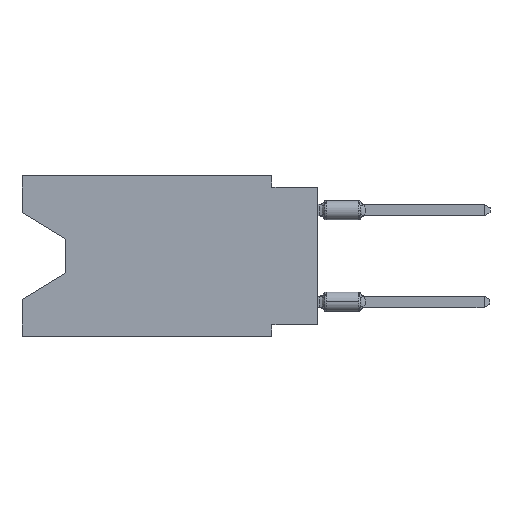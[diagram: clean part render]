
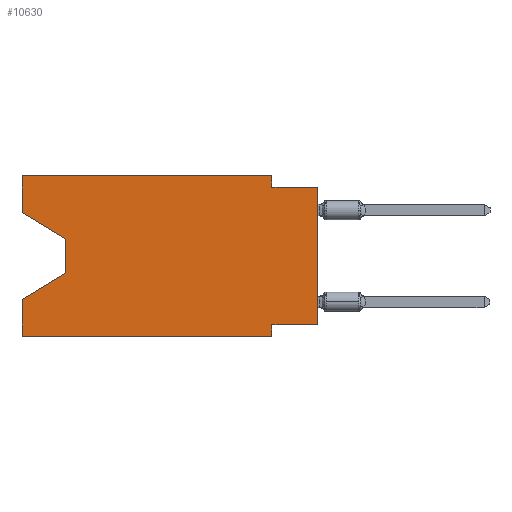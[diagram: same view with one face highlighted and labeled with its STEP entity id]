
A CAD part, left-side view. The second image highlights one B-rep face of the part: STEP entity #10630.
In plain terms, the highlighted planar face has unit normal (-1, 0, 0).
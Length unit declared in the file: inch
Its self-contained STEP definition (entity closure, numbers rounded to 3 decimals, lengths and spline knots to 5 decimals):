
#36 = DIRECTION ( 'NONE',  ( 0., 0., -1. ) ) ;
#148 = CARTESIAN_POINT ( 'NONE',  ( 0., 0.645, 0. ) ) ;
#267 = EDGE_LOOP ( 'NONE', ( #4466, #4288, #1241, #6688, #3111, #10976, #10526, #9545, #7437, #9247, #7829, #11136 ) ) ;
#465 = VERTEX_POINT ( 'NONE', #9723 ) ;
#619 = EDGE_CURVE ( 'NONE', #2876, #6623, #7639, .T. ) ;
#662 = CARTESIAN_POINT ( 'NONE',  ( 0., 0.645, -0.35 ) ) ;
#989 = EDGE_CURVE ( 'NONE', #6623, #13015, #8624, .T. ) ;
#1014 = DIRECTION ( 'NONE',  ( 0., 0., -1. ) ) ;
#1071 = CARTESIAN_POINT ( 'NONE',  ( 0., 0.645, 0. ) ) ;
#1096 = CARTESIAN_POINT ( 'NONE',  ( 0., 0., -0.025 ) ) ;
#1115 = VECTOR ( 'NONE', #1014, 39.37008 ) ;
#1200 = LINE ( 'NONE', #2281, #5723 ) ;
#1233 = CARTESIAN_POINT ( 'NONE',  ( 0., 0.55, -0.138 ) ) ;
#1241 = ORIENTED_EDGE ( 'NONE', *, *, #9342, .T. ) ;
#1489 = CARTESIAN_POINT ( 'NONE',  ( 0., 0.645, -0.08025 ) ) ;
#1657 = EDGE_CURVE ( 'NONE', #14309, #11586, #8567, .T. ) ;
#1719 = VERTEX_POINT ( 'NONE', #10873 ) ;
#1782 = DIRECTION ( 'NONE',  ( 0., 0., 1. ) ) ;
#1994 = CARTESIAN_POINT ( 'NONE',  ( 0., 0.1, -0.025 ) ) ;
#2036 = CARTESIAN_POINT ( 'NONE',  ( 0., 0., -0.025 ) ) ;
#2106 = DIRECTION ( 'NONE',  ( 0., -1., 0. ) ) ;
#2281 = CARTESIAN_POINT ( 'NONE',  ( 0., 0.1, -0.35 ) ) ;
#2406 = CARTESIAN_POINT ( 'NONE',  ( 0., 0.645, -0.35 ) ) ;
#2530 = LINE ( 'NONE', #14296, #10379 ) ;
#2548 = DIRECTION ( 'NONE',  ( 0., 0., -1. ) ) ;
#2876 = VERTEX_POINT ( 'NONE', #1489 ) ;
#3007 = CARTESIAN_POINT ( 'NONE',  ( 0., 0.645, 0. ) ) ;
#3111 = ORIENTED_EDGE ( 'NONE', *, *, #1657, .T. ) ;
#3137 = EDGE_CURVE ( 'NONE', #12377, #1719, #4566, .T. ) ;
#3180 = VECTOR ( 'NONE', #6038, 39.37008 ) ;
#3220 = DIRECTION ( 'NONE',  ( 0., 1., 0. ) ) ;
#3632 = PLANE ( 'NONE',  #12772 ) ;
#3665 = CARTESIAN_POINT ( 'NONE',  ( 0., 0., 0. ) ) ;
#4063 = CARTESIAN_POINT ( 'NONE',  ( 0., 0.1, -0.325 ) ) ;
#4288 = ORIENTED_EDGE ( 'NONE', *, *, #3137, .T. ) ;
#4447 = VERTEX_POINT ( 'NONE', #4063 ) ;
#4466 = ORIENTED_EDGE ( 'NONE', *, *, #12840, .T. ) ;
#4566 = LINE ( 'NONE', #14020, #1115 ) ;
#4666 = EDGE_CURVE ( 'NONE', #4447, #11586, #1200, .T. ) ;
#4794 = VECTOR ( 'NONE', #8548, 39.37008 ) ;
#4902 = VERTEX_POINT ( 'NONE', #2036 ) ;
#4990 = CARTESIAN_POINT ( 'NONE',  ( 0., 0., -0.325 ) ) ;
#5012 = FACE_OUTER_BOUND ( 'NONE', #267, .T. ) ;
#5286 = VECTOR ( 'NONE', #2106, 39.37008 ) ;
#5723 = VECTOR ( 'NONE', #36, 39.37008 ) ;
#5743 = LINE ( 'NONE', #10451, #8639 ) ;
#5963 = LINE ( 'NONE', #3665, #3180 ) ;
#6038 = DIRECTION ( 'NONE',  ( 0., 0., 1. ) ) ;
#6142 = DIRECTION ( 'NONE',  ( 0., -0.855, -0.519 ) ) ;
#6623 = VERTEX_POINT ( 'NONE', #1071 ) ;
#6688 = ORIENTED_EDGE ( 'NONE', *, *, #14058, .F. ) ;
#7159 = CARTESIAN_POINT ( 'NONE',  ( 0., 0.645, -0.08025 ) ) ;
#7161 = VECTOR ( 'NONE', #6142, 39.37008 ) ;
#7379 = VECTOR ( 'NONE', #1782, 39.37008 ) ;
#7437 = ORIENTED_EDGE ( 'NONE', *, *, #9177, .F. ) ;
#7639 = LINE ( 'NONE', #12329, #7379 ) ;
#7644 = VECTOR ( 'NONE', #3220, 39.37008 ) ;
#7681 = CARTESIAN_POINT ( 'NONE',  ( 0., 0.1, 0. ) ) ;
#7829 = ORIENTED_EDGE ( 'NONE', *, *, #989, .F. ) ;
#8548 = DIRECTION ( 'NONE',  ( 0., -1., 0. ) ) ;
#8567 = LINE ( 'NONE', #2406, #9717 ) ;
#8570 = VERTEX_POINT ( 'NONE', #4990 ) ;
#8624 = LINE ( 'NONE', #3007, #4794 ) ;
#8639 = VECTOR ( 'NONE', #12900, 39.37008 ) ;
#9159 = CARTESIAN_POINT ( 'NONE',  ( 0., 0.1, -0.35 ) ) ;
#9177 = EDGE_CURVE ( 'NONE', #10905, #4902, #14890, .T. ) ;
#9247 = ORIENTED_EDGE ( 'NONE', *, *, #14468, .F. ) ;
#9342 = EDGE_CURVE ( 'NONE', #1719, #465, #9730, .T. ) ;
#9545 = ORIENTED_EDGE ( 'NONE', *, *, #11386, .T. ) ;
#9576 = DIRECTION ( 'NONE',  ( 0., -1., 0. ) ) ;
#9717 = VECTOR ( 'NONE', #9576, 39.37008 ) ;
#9723 = CARTESIAN_POINT ( 'NONE',  ( 0., 0.645, -0.26975 ) ) ;
#9730 = LINE ( 'NONE', #12032, #11438 ) ;
#10379 = VECTOR ( 'NONE', #14220, 39.37008 ) ;
#10451 = CARTESIAN_POINT ( 'NONE',  ( 0., 0.1, 0. ) ) ;
#10526 = ORIENTED_EDGE ( 'NONE', *, *, #13016, .F. ) ;
#10630 = ADVANCED_FACE ( 'NONE', ( #5012 ), #3632, .F. ) ;
#10873 = CARTESIAN_POINT ( 'NONE',  ( 0., 0.55, -0.212 ) ) ;
#10905 = VERTEX_POINT ( 'NONE', #1994 ) ;
#10976 = ORIENTED_EDGE ( 'NONE', *, *, #4666, .F. ) ;
#11136 = ORIENTED_EDGE ( 'NONE', *, *, #619, .F. ) ;
#11386 = EDGE_CURVE ( 'NONE', #8570, #4902, #5963, .T. ) ;
#11438 = VECTOR ( 'NONE', #14400, 39.37008 ) ;
#11586 = VERTEX_POINT ( 'NONE', #9159 ) ;
#12032 = CARTESIAN_POINT ( 'NONE',  ( 0., 0.55, -0.212 ) ) ;
#12329 = CARTESIAN_POINT ( 'NONE',  ( 0., 0.645, 0. ) ) ;
#12377 = VERTEX_POINT ( 'NONE', #1233 ) ;
#12525 = CARTESIAN_POINT ( 'NONE',  ( 0., 0., -0.325 ) ) ;
#12772 = AXIS2_PLACEMENT_3D ( 'NONE', #148, #14086, #2548 ) ;
#12840 = EDGE_CURVE ( 'NONE', #2876, #12377, #13287, .T. ) ;
#12900 = DIRECTION ( 'NONE',  ( 0., 0., -1. ) ) ;
#13015 = VERTEX_POINT ( 'NONE', #7681 ) ;
#13016 = EDGE_CURVE ( 'NONE', #8570, #4447, #13672, .T. ) ;
#13287 = LINE ( 'NONE', #7159, #7161 ) ;
#13672 = LINE ( 'NONE', #12525, #7644 ) ;
#14020 = CARTESIAN_POINT ( 'NONE',  ( 0., 0.55, -0.138 ) ) ;
#14058 = EDGE_CURVE ( 'NONE', #14309, #465, #2530, .T. ) ;
#14086 = DIRECTION ( 'NONE',  ( 1., 0., 0. ) ) ;
#14220 = DIRECTION ( 'NONE',  ( 0., 0., 1. ) ) ;
#14296 = CARTESIAN_POINT ( 'NONE',  ( 0., 0.645, 0. ) ) ;
#14309 = VERTEX_POINT ( 'NONE', #662 ) ;
#14400 = DIRECTION ( 'NONE',  ( 0., 0.855, -0.519 ) ) ;
#14468 = EDGE_CURVE ( 'NONE', #13015, #10905, #5743, .T. ) ;
#14890 = LINE ( 'NONE', #1096, #5286 ) ;
